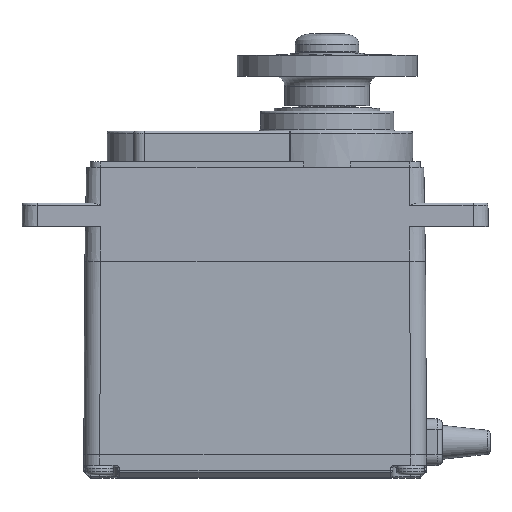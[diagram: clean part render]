
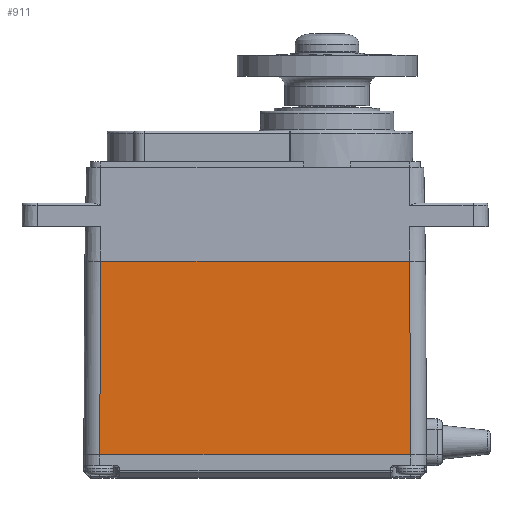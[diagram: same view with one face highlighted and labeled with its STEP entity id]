
A CAD part, top view. The second image highlights one B-rep face of the part: STEP entity #911.
In plain terms, the highlighted planar face has unit normal (0, 0.005, 1).
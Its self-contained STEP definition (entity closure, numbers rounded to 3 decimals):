
#283=CARTESIAN_POINT('',(-14.6,18.3,8.3));
#288=CARTESIAN_POINT('',(-14.7,0.,8.4));
#302=DIRECTION('',(0.005,1.,-0.005));
#303=VECTOR('',#302,18.301);
#304=CARTESIAN_POINT('',(-14.7,0.,8.4));
#305=LINE('',#304,#303);
#309=DIRECTION('',(1.,0.,0.));
#310=VECTOR('',#309,29.2);
#311=CARTESIAN_POINT('',(-14.6,18.3,8.3));
#312=LINE('',#311,#310);
#316=DIRECTION('',(0.005,-1.,0.005));
#317=VECTOR('',#316,18.301);
#318=CARTESIAN_POINT('',(14.6,18.3,8.3));
#319=LINE('',#318,#317);
#323=DIRECTION('',(-1.,0.,0.));
#324=VECTOR('',#323,29.4);
#325=CARTESIAN_POINT('',(14.7,0.,8.4));
#326=LINE('',#325,#324);
#344=CARTESIAN_POINT('',(14.6,18.3,8.3));
#704=VERTEX_POINT('',#288);
#705=CARTESIAN_POINT('',(14.7,0.,8.4));
#706=VERTEX_POINT('',#705);
#727=VERTEX_POINT('',#283);
#736=VERTEX_POINT('',#344);
#899=CARTESIAN_POINT('',(0.,9.15,8.35));
#900=DIRECTION('',(0.,0.005,1.));
#901=DIRECTION('',(0.,1.,-0.005));
#902=AXIS2_PLACEMENT_3D('',#899,#900,#901);
#903=PLANE('',#902);
#904=ORIENTED_EDGE('',*,*,#891,.T.);
#905=ORIENTED_EDGE('',*,*,#858,.T.);
#907=ORIENTED_EDGE('',*,*,#906,.T.);
#908=ORIENTED_EDGE('',*,*,#776,.T.);
#909=EDGE_LOOP('',(#904,#905,#907,#908));
#910=FACE_OUTER_BOUND('',#909,.F.);
#911=ADVANCED_FACE('',(#910),#903,.T.);
#776=EDGE_CURVE('',#706,#704,#326,.T.);
#858=EDGE_CURVE('',#727,#736,#312,.T.);
#891=EDGE_CURVE('',#704,#727,#305,.T.);
#906=EDGE_CURVE('',#736,#706,#319,.T.);
